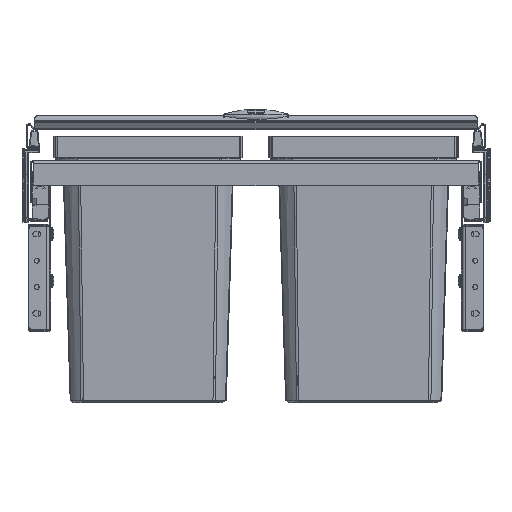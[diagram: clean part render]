
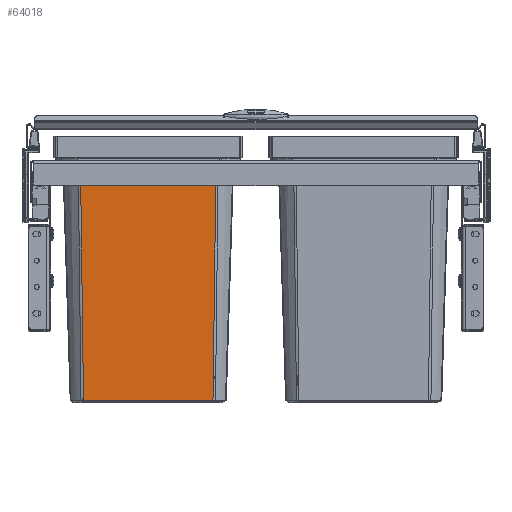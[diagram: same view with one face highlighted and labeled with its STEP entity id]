
A CAD part, top view. The second image highlights one B-rep face of the part: STEP entity #64018.
In plain terms, the highlighted planar face has unit normal (0, -0.031, 1).
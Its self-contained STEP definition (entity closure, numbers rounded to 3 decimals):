
#12456=EDGE_CURVE('9833',#33302,#33299,#33303,.T.);
#12508=EDGE_CURVE('9781',#33299,#33370,#33373,.T.);
#12510=EDGE_CURVE('9817',#33375,#33370,#33376,.T.);
#12512=EDGE_CURVE('9786',#33302,#33375,#33378,.T.);
#33299=VERTEX_POINT('',#62990);
#33302=VERTEX_POINT('',#63001);
#33303=LINE('',#63002,#63003);
#33370=VERTEX_POINT('',#63200);
#33373=B_SPLINE_CURVE_WITH_KNOTS('',3,(#63209,#63210,#63211,#63212,#63213,#63214),.UNSPECIFIED.,.F.,.F.,(4,1,1,4),(0.0,0.333,0.667,1.0),.UNSPECIFIED.);
#33375=VERTEX_POINT('',#63217);
#33376=LINE('',#63218,#63219);
#33378=B_SPLINE_CURVE_WITH_KNOTS('',3,(#63222,#63223,#63224,#63225,#63226,#63227),.UNSPECIFIED.,.F.,.F.,(4,1,1,4),(0.0,0.333,0.667,1.0),.UNSPECIFIED.);
#62990=CARTESIAN_POINT('',(-213.229,9.8,-11.929));
#63001=CARTESIAN_POINT('',(-48.371,9.8,-11.929));
#63002=CARTESIAN_POINT('',(-48.371,9.8,-11.929));
#63003=VECTOR('',#108380,164.857);
#63200=CARTESIAN_POINT('',(-209.38,-290.329,-21.284));
#63209=CARTESIAN_POINT('',(-213.229,9.8,-11.929));
#63210=CARTESIAN_POINT('',(-212.783,-25.284,-13.022));
#63211=CARTESIAN_POINT('',(-211.904,-94.295,-15.173));
#63212=CARTESIAN_POINT('',(-210.622,-194.335,-18.292));
#63213=CARTESIAN_POINT('',(-209.791,-258.716,-20.299));
#63214=CARTESIAN_POINT('',(-209.38,-290.329,-21.284));
#63217=CARTESIAN_POINT('',(-52.22,-290.329,-21.284));
#63218=CARTESIAN_POINT('',(-52.22,-290.329,-21.284));
#63219=VECTOR('',#108390,157.161);
#63222=CARTESIAN_POINT('',(-48.371,9.8,-11.929));
#63223=CARTESIAN_POINT('',(-48.817,-25.284,-13.022));
#63224=CARTESIAN_POINT('',(-49.696,-94.295,-15.173));
#63225=CARTESIAN_POINT('',(-50.978,-194.335,-18.292));
#63226=CARTESIAN_POINT('',(-51.809,-258.716,-20.299));
#63227=CARTESIAN_POINT('',(-52.22,-290.329,-21.284));
#64018=ADVANCED_FACE('7138',(#108750),#108751,.T.);
#108380=DIRECTION('',(-1.0,0.0,0.0));
#108390=DIRECTION('',(-1.0,0.0,0.0));
#108750=FACE_OUTER_BOUND('',#137444,.T.);
#108751=PLANE('',#137445);
#137444=EDGE_LOOP('',(#151440,#151441,#151442,#151443));
#137445=AXIS2_PLACEMENT_3D('',#151444,#151445,#151446);
#151440=ORIENTED_EDGE('',*,*,#12510,.F.);
#151441=ORIENTED_EDGE('',*,*,#12512,.F.);
#151442=ORIENTED_EDGE('',*,*,#12456,.T.);
#151443=ORIENTED_EDGE('',*,*,#12508,.T.);
#151444=CARTESIAN_POINT('',(-130.8,-130.469,-16.301));
#151445=DIRECTION('',(0.0,-0.031,1.));
#151446=DIRECTION('',(1.0,0.0,0.0));
